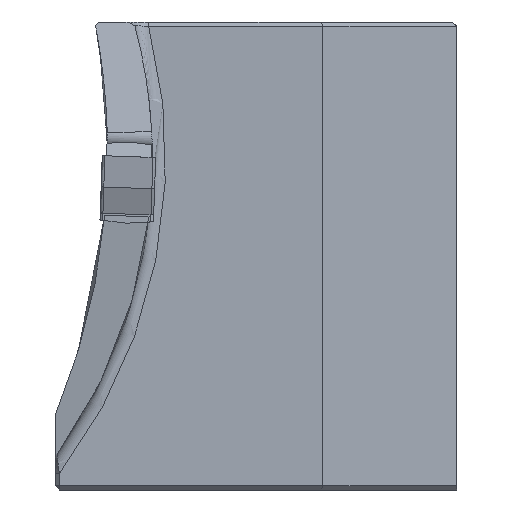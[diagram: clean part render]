
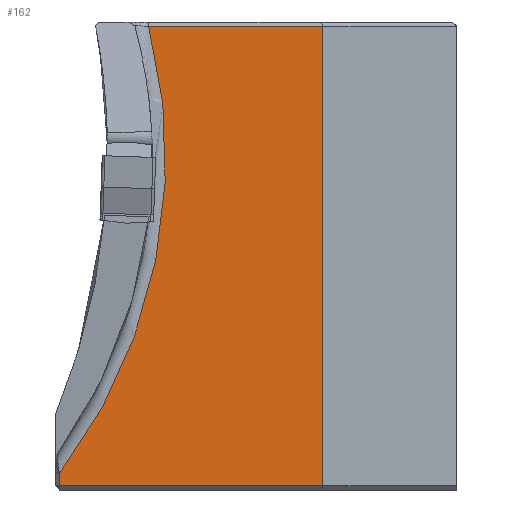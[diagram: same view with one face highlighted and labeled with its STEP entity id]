
A CAD part, left-side view. The second image highlights one B-rep face of the part: STEP entity #162.
In plain terms, the highlighted planar face has unit normal (-1, 0, 0).
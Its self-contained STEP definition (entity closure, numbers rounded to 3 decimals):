
#38=CIRCLE('',#1401,39.);
#162=ADVANCED_FACE('',(#287),#220,.F.);
#220=PLANE('',#1402);
#287=FACE_OUTER_BOUND('',#359,.T.);
#359=EDGE_LOOP('',(#645,#646,#647,#648,#649));
#645=ORIENTED_EDGE('',*,*,#1014,.T.);
#646=ORIENTED_EDGE('',*,*,#1015,.T.);
#647=ORIENTED_EDGE('',*,*,#1016,.T.);
#648=ORIENTED_EDGE('',*,*,#1017,.T.);
#649=ORIENTED_EDGE('',*,*,#1018,.T.);
#855=VERTEX_POINT('',#2143);
#856=VERTEX_POINT('',#2144);
#857=VERTEX_POINT('',#2146);
#858=VERTEX_POINT('',#2148);
#859=VERTEX_POINT('',#2150);
#1014=EDGE_CURVE('',#855,#856,#38,.T.);
#1015=EDGE_CURVE('',#856,#857,#1160,.T.);
#1016=EDGE_CURVE('',#857,#858,#1161,.T.);
#1017=EDGE_CURVE('',#858,#859,#1162,.T.);
#1018=EDGE_CURVE('',#859,#855,#1163,.T.);
#1160=LINE('',#2145,#1299);
#1161=LINE('',#2147,#1300);
#1162=LINE('',#2149,#1301);
#1163=LINE('',#2151,#1302);
#1299=VECTOR('',#1703,1.);
#1300=VECTOR('',#1704,1.);
#1301=VECTOR('',#1705,1.);
#1302=VECTOR('',#1706,1.);
#1401=AXIS2_PLACEMENT_3D('',#2142,#1701,#1702);
#1402=AXIS2_PLACEMENT_3D('',#2152,#1707,#1708);
#1701=DIRECTION('',(1.,0.,0.));
#1702=DIRECTION('',(0.,0.,-1.));
#1703=DIRECTION('',(0.,0.,-1.));
#1704=DIRECTION('',(0.,-1.,0.));
#1705=DIRECTION('',(0.,0.,1.));
#1706=DIRECTION('',(0.,1.,0.));
#1707=DIRECTION('',(1.,0.,0.));
#1708=DIRECTION('',(0.,0.,-1.));
#2142=CARTESIAN_POINT('',(23.,35.75,-0.2));
#2143=CARTESIAN_POINT('',(23.,-1.973,9.7));
#2144=CARTESIAN_POINT('',(23.,4.7,-23.799));
#2145=CARTESIAN_POINT('',(23.,4.7,-0.2));
#2146=CARTESIAN_POINT('',(23.,4.7,-24.7));
#2147=CARTESIAN_POINT('',(23.,35.75,-24.7));
#2148=CARTESIAN_POINT('',(23.,-15.,-24.7));
#2149=CARTESIAN_POINT('',(23.,-15.,10.));
#2150=CARTESIAN_POINT('',(23.,-15.,9.7));
#2151=CARTESIAN_POINT('',(23.,35.75,9.7));
#2152=CARTESIAN_POINT('',(23.,35.75,-0.2));
